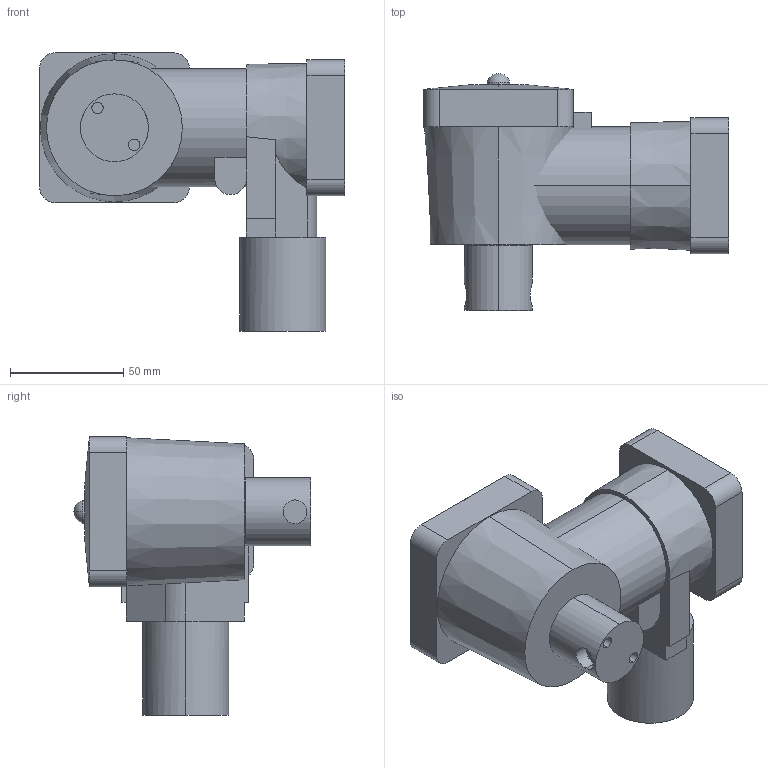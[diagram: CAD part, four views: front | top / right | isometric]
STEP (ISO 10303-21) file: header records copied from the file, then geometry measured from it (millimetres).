
FILE_DESCRIPTION (( 'STEP AP214' ), '1' );
FILE_NAME ('YS301K-2A.STEP', '2025-09-08T04:34:06', ( '' ), ( '' ), 'SwSTEP 2.0', 'SolidWorks 2024', '' );
FILE_SCHEMA (( 'AUTOMOTIVE_DESIGN' ));
Length unit declared in the file: millimetre
Products named in the file (4): AS321J; TBK_K; YS301K-2A; ZS301-2_2A
Assembly tree (3 placements, depth 2):
  YS301K-2A
    ZS301-2_2A
    AS321J
    TBK_K
Bounding box: 134.7 x 104.65 x 122.9 mm (x, y, z)
Volume: 569754.4 mm3; surface area: 78251.6 mm2
Topology: 5 solids, 6 shells, 107 faces, 247 edges, 163 vertices
Faces by surface type: plane 56, cylinder 43, cone 6, sphere 2
Entity records: 3505 total; most frequent: CARTESIAN_POINT 852, DIRECTION 564, ORIENTED_EDGE 494, EDGE_CURVE 247, AXIS2_PLACEMENT_3D 219, VERTEX_POINT 163, LINE 126, VECTOR 126
